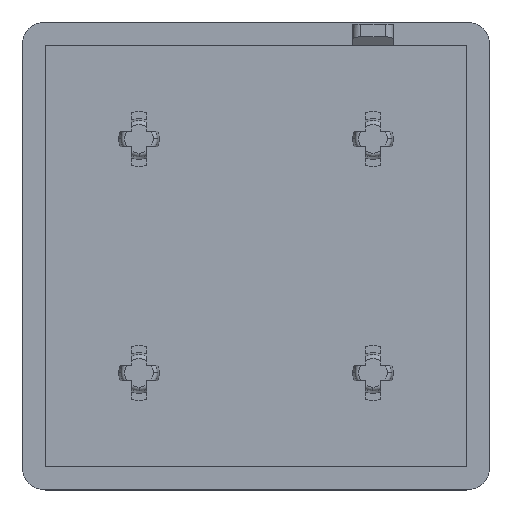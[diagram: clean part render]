
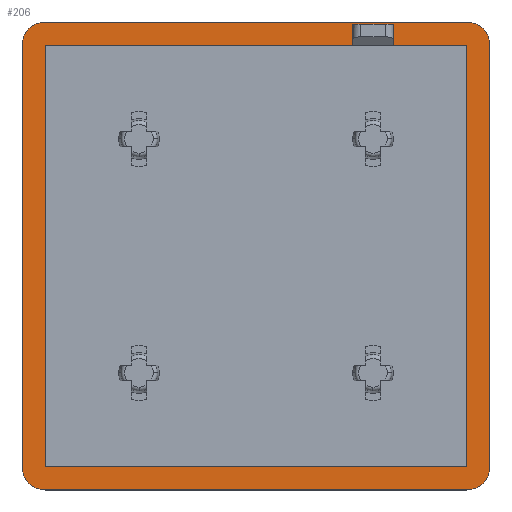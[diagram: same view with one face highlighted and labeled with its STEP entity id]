
A CAD part, top view. The second image highlights one B-rep face of the part: STEP entity #206.
In plain terms, the highlighted planar face has unit normal (0, 0, 1).
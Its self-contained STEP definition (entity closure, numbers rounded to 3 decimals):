
#20 = AXIS2_PLACEMENT_3D ( 'NONE', #2065, #1644, #4231 ) ;
#132 = CARTESIAN_POINT ( 'NONE',  ( 27., -30., 3. ) ) ;
#206 = ADVANCED_FACE ( 'NONE', ( #4764, #235 ), #1817, .T. ) ;
#235 = FACE_BOUND ( 'NONE', #1801, .T. ) ;
#273 = EDGE_CURVE ( 'NONE', #2452, #3596, #359, .T. ) ;
#309 = CARTESIAN_POINT ( 'NONE',  ( 12.4, 27., 3. ) ) ;
#324 = CARTESIAN_POINT ( 'NONE',  ( 12.4, 29.7, 3. ) ) ;
#337 = LINE ( 'NONE', #1842, #4064 ) ;
#357 = EDGE_CURVE ( 'NONE', #2871, #2994, #337, .T. ) ;
#359 = LINE ( 'NONE', #4447, #2895 ) ;
#375 = LINE ( 'NONE', #1856, #3074 ) ;
#390 = DIRECTION ( 'NONE',  ( 0., 0., 1. ) ) ;
#428 = VERTEX_POINT ( 'NONE', #3822 ) ;
#456 = ORIENTED_EDGE ( 'NONE', *, *, #273, .T. ) ;
#506 = CARTESIAN_POINT ( 'NONE',  ( 27., 30., 3. ) ) ;
#513 = EDGE_CURVE ( 'NONE', #3723, #2838, #4423, .T. ) ;
#552 = CARTESIAN_POINT ( 'NONE',  ( -27., 27., 3. ) ) ;
#563 = CIRCLE ( 'NONE', #2604, 3. ) ;
#574 = ORIENTED_EDGE ( 'NONE', *, *, #3727, .T. ) ;
#588 = CIRCLE ( 'NONE', #3412, 3. ) ;
#690 = LINE ( 'NONE', #3710, #3088 ) ;
#695 = DIRECTION ( 'NONE',  ( -1., 0., 0. ) ) ;
#775 = CARTESIAN_POINT ( 'NONE',  ( -30., 27., 3. ) ) ;
#805 = CARTESIAN_POINT ( 'NONE',  ( 27., -27., 3. ) ) ;
#937 = AXIS2_PLACEMENT_3D ( 'NONE', #2208, #1415, #2538 ) ;
#1095 = EDGE_CURVE ( 'NONE', #428, #3723, #375, .T. ) ;
#1185 = CARTESIAN_POINT ( 'NONE',  ( 17.6, 29.7, 3. ) ) ;
#1278 = VERTEX_POINT ( 'NONE', #1588 ) ;
#1356 = AXIS2_PLACEMENT_3D ( 'NONE', #3832, #2764, #3114 ) ;
#1358 = VECTOR ( 'NONE', #2099, 1000. ) ;
#1415 = DIRECTION ( 'NONE',  ( 0., 0., 1. ) ) ;
#1472 = ORIENTED_EDGE ( 'NONE', *, *, #2272, .T. ) ;
#1479 = LINE ( 'NONE', #4359, #2139 ) ;
#1585 = EDGE_CURVE ( 'NONE', #2362, #428, #1977, .T. ) ;
#1588 = CARTESIAN_POINT ( 'NONE',  ( -27., -30., 3. ) ) ;
#1644 = DIRECTION ( 'NONE',  ( 0., 0., -1. ) ) ;
#1683 = LINE ( 'NONE', #3542, #1358 ) ;
#1739 = DIRECTION ( 'NONE',  ( 0., -1., 0. ) ) ;
#1761 = CARTESIAN_POINT ( 'NONE',  ( 30., 27., 3. ) ) ;
#1784 = EDGE_CURVE ( 'NONE', #4839, #3972, #588, .T. ) ;
#1801 = EDGE_LOOP ( 'NONE', ( #1472, #2133, #4442, #2048, #3708, #4626, #456, #4670 ) ) ;
#1817 = PLANE ( 'NONE',  #937 ) ;
#1839 = CARTESIAN_POINT ( 'NONE',  ( 27., 27., 3. ) ) ;
#1842 = CARTESIAN_POINT ( 'NONE',  ( -30., 30., 3. ) ) ;
#1856 = CARTESIAN_POINT ( 'NONE',  ( -30., -27., 3. ) ) ;
#1910 = DIRECTION ( 'NONE',  ( 1., 0., 0. ) ) ;
#1977 = LINE ( 'NONE', #132, #3801 ) ;
#2005 = VERTEX_POINT ( 'NONE', #4632 ) ;
#2048 = ORIENTED_EDGE ( 'NONE', *, *, #513, .T. ) ;
#2065 = CARTESIAN_POINT ( 'NONE',  ( -27., 27., 3. ) ) ;
#2070 = LINE ( 'NONE', #4679, #4268 ) ;
#2094 = EDGE_CURVE ( 'NONE', #3972, #2005, #2070, .T. ) ;
#2099 = DIRECTION ( 'NONE',  ( 0., 1., 0. ) ) ;
#2112 = EDGE_LOOP ( 'NONE', ( #574, #2651, #4160, #3041, #2917, #2520, #4172, #3238 ) ) ;
#2133 = ORIENTED_EDGE ( 'NONE', *, *, #1585, .T. ) ;
#2139 = VECTOR ( 'NONE', #2144, 1000. ) ;
#2144 = DIRECTION ( 'NONE',  ( 1., 0., 0. ) ) ;
#2197 = DIRECTION ( 'NONE',  ( -1., 0., 0. ) ) ;
#2208 = CARTESIAN_POINT ( 'NONE',  ( -30., -30., 3. ) ) ;
#2272 = EDGE_CURVE ( 'NONE', #4535, #2362, #690, .T. ) ;
#2277 = DIRECTION ( 'NONE',  ( 1., 0., 0. ) ) ;
#2305 = DIRECTION ( 'NONE',  ( -1., 0., 0. ) ) ;
#2338 = DIRECTION ( 'NONE',  ( 0., -1., 0. ) ) ;
#2362 = VERTEX_POINT ( 'NONE', #3891 ) ;
#2384 = CARTESIAN_POINT ( 'NONE',  ( 30., -27., 3. ) ) ;
#2452 = VERTEX_POINT ( 'NONE', #324 ) ;
#2470 = LINE ( 'NONE', #3962, #3661 ) ;
#2483 = DIRECTION ( 'NONE',  ( -1., 0., 0. ) ) ;
#2520 = ORIENTED_EDGE ( 'NONE', *, *, #3504, .F. ) ;
#2538 = DIRECTION ( 'NONE',  ( 1., 0., 0. ) ) ;
#2604 = AXIS2_PLACEMENT_3D ( 'NONE', #805, #390, #2305 ) ;
#2651 = ORIENTED_EDGE ( 'NONE', *, *, #3804, .T. ) ;
#2657 = DIRECTION ( 'NONE',  ( 0., 1., 0. ) ) ;
#2764 = DIRECTION ( 'NONE',  ( 0., 0., 1. ) ) ;
#2830 = CARTESIAN_POINT ( 'NONE',  ( -27., -30., 3. ) ) ;
#2838 = VERTEX_POINT ( 'NONE', #552 ) ;
#2841 = CARTESIAN_POINT ( 'NONE',  ( -30., -27., 3. ) ) ;
#2844 = VECTOR ( 'NONE', #2657, 1000. ) ;
#2871 = VERTEX_POINT ( 'NONE', #3112 ) ;
#2879 = DIRECTION ( 'NONE',  ( 0., 1., 0. ) ) ;
#2895 = VECTOR ( 'NONE', #1910, 1000. ) ;
#2917 = ORIENTED_EDGE ( 'NONE', *, *, #2094, .T. ) ;
#2946 = LINE ( 'NONE', #3042, #2844 ) ;
#2985 = VECTOR ( 'NONE', #2879, 1000. ) ;
#2994 = VERTEX_POINT ( 'NONE', #2841 ) ;
#3020 = LINE ( 'NONE', #775, #3471 ) ;
#3041 = ORIENTED_EDGE ( 'NONE', *, *, #1784, .T. ) ;
#3042 = CARTESIAN_POINT ( 'NONE',  ( 12.4, -30., 3. ) ) ;
#3074 = VECTOR ( 'NONE', #2197, 1000. ) ;
#3088 = VECTOR ( 'NONE', #3775, 1000. ) ;
#3112 = CARTESIAN_POINT ( 'NONE',  ( -30., 27., 3. ) ) ;
#3114 = DIRECTION ( 'NONE',  ( -1., 0., 0. ) ) ;
#3117 = EDGE_CURVE ( 'NONE', #3382, #2452, #2946, .T. ) ;
#3210 = VERTEX_POINT ( 'NONE', #2384 ) ;
#3238 = ORIENTED_EDGE ( 'NONE', *, *, #3982, .T. ) ;
#3275 = EDGE_CURVE ( 'NONE', #3210, #4839, #1683, .T. ) ;
#3284 = CARTESIAN_POINT ( 'NONE',  ( 17.6, 27., 3. ) ) ;
#3332 = DIRECTION ( 'NONE',  ( 0., -1., 0. ) ) ;
#3382 = VERTEX_POINT ( 'NONE', #309 ) ;
#3412 = AXIS2_PLACEMENT_3D ( 'NONE', #1839, #4666, #695 ) ;
#3456 = CIRCLE ( 'NONE', #1356, 3. ) ;
#3471 = VECTOR ( 'NONE', #2277, 1000. ) ;
#3504 = EDGE_CURVE ( 'NONE', #2871, #2005, #3776, .T. ) ;
#3542 = CARTESIAN_POINT ( 'NONE',  ( 30., 30., 3. ) ) ;
#3596 = VERTEX_POINT ( 'NONE', #1185 ) ;
#3658 = CARTESIAN_POINT ( 'NONE',  ( -27., -27., 3. ) ) ;
#3661 = VECTOR ( 'NONE', #1739, 1000. ) ;
#3708 = ORIENTED_EDGE ( 'NONE', *, *, #4238, .T. ) ;
#3710 = CARTESIAN_POINT ( 'NONE',  ( -30., 27., 3. ) ) ;
#3723 = VERTEX_POINT ( 'NONE', #3658 ) ;
#3727 = EDGE_CURVE ( 'NONE', #1278, #4173, #1479, .T. ) ;
#3775 = DIRECTION ( 'NONE',  ( 1., 0., 0. ) ) ;
#3776 = CIRCLE ( 'NONE', #20, 3. ) ;
#3801 = VECTOR ( 'NONE', #2338, 1000. ) ;
#3804 = EDGE_CURVE ( 'NONE', #4173, #3210, #563, .T. ) ;
#3822 = CARTESIAN_POINT ( 'NONE',  ( 27., -27., 3. ) ) ;
#3832 = CARTESIAN_POINT ( 'NONE',  ( -27., -27., 3. ) ) ;
#3891 = CARTESIAN_POINT ( 'NONE',  ( 27., 27., 3. ) ) ;
#3962 = CARTESIAN_POINT ( 'NONE',  ( 17.6, -30., 3. ) ) ;
#3972 = VERTEX_POINT ( 'NONE', #506 ) ;
#3982 = EDGE_CURVE ( 'NONE', #2994, #1278, #3456, .T. ) ;
#4064 = VECTOR ( 'NONE', #3332, 1000. ) ;
#4160 = ORIENTED_EDGE ( 'NONE', *, *, #3275, .T. ) ;
#4172 = ORIENTED_EDGE ( 'NONE', *, *, #357, .T. ) ;
#4173 = VERTEX_POINT ( 'NONE', #4474 ) ;
#4231 = DIRECTION ( 'NONE',  ( -1., 0., 0. ) ) ;
#4238 = EDGE_CURVE ( 'NONE', #2838, #3382, #3020, .T. ) ;
#4268 = VECTOR ( 'NONE', #2483, 1000. ) ;
#4359 = CARTESIAN_POINT ( 'NONE',  ( 30., -30., 3. ) ) ;
#4423 = LINE ( 'NONE', #2830, #2985 ) ;
#4442 = ORIENTED_EDGE ( 'NONE', *, *, #1095, .T. ) ;
#4447 = CARTESIAN_POINT ( 'NONE',  ( -30., 29.7, 3. ) ) ;
#4474 = CARTESIAN_POINT ( 'NONE',  ( 27., -30., 3. ) ) ;
#4535 = VERTEX_POINT ( 'NONE', #3284 ) ;
#4626 = ORIENTED_EDGE ( 'NONE', *, *, #3117, .T. ) ;
#4632 = CARTESIAN_POINT ( 'NONE',  ( -27., 30., 3. ) ) ;
#4637 = EDGE_CURVE ( 'NONE', #3596, #4535, #2470, .T. ) ;
#4666 = DIRECTION ( 'NONE',  ( 0., 0., 1. ) ) ;
#4670 = ORIENTED_EDGE ( 'NONE', *, *, #4637, .T. ) ;
#4679 = CARTESIAN_POINT ( 'NONE',  ( 30., 30., 3. ) ) ;
#4764 = FACE_OUTER_BOUND ( 'NONE', #2112, .T. ) ;
#4839 = VERTEX_POINT ( 'NONE', #1761 ) ;
